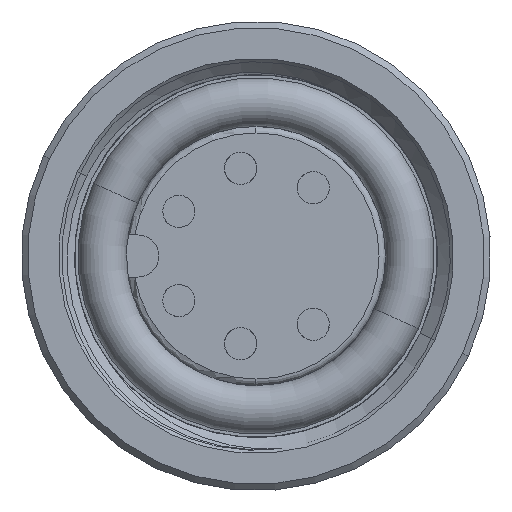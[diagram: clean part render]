
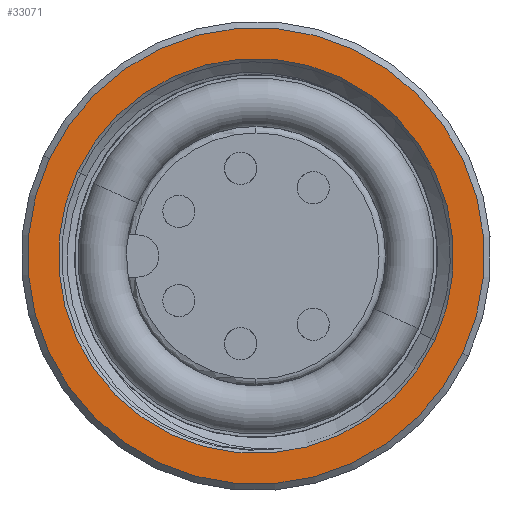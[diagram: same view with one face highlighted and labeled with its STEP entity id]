
A CAD part, left-side view. The second image highlights one B-rep face of the part: STEP entity #33071.
In plain terms, the highlighted face is planar.
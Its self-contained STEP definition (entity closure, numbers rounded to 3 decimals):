
#1004 = DIRECTION ( 'NONE',  ( -1., 0., 0. ) ) ;
#5132 = VERTEX_POINT ( 'NONE', #28256 ) ;
#5306 = AXIS2_PLACEMENT_3D ( 'NONE', #35740, #59340, #6372 ) ;
#6372 = DIRECTION ( 'NONE',  ( 0., 0., 1. ) ) ;
#9473 = CIRCLE ( 'NONE', #37927, 6.1 ) ;
#10623 = FACE_OUTER_BOUND ( 'NONE', #15473, .T. ) ;
#11590 = EDGE_CURVE ( 'NONE', #55300, #5132, #17351, .T. ) ;
#11669 = DIRECTION ( 'NONE',  ( -1., 0., 0. ) ) ;
#15473 = EDGE_LOOP ( 'NONE', ( #53034, #53362 ) ) ;
#16417 = CARTESIAN_POINT ( 'NONE',  ( 11., 7.25, 0. ) ) ;
#16837 = CARTESIAN_POINT ( 'NONE',  ( 11., 0., -6.1 ) ) ;
#17351 = CIRCLE ( 'NONE', #19796, 7.05 ) ;
#19077 = CARTESIAN_POINT ( 'NONE',  ( 11., 0., 7.05 ) ) ;
#19796 = AXIS2_PLACEMENT_3D ( 'NONE', #71146, #30195, #36360 ) ;
#22571 = CIRCLE ( 'NONE', #5306, 7.05 ) ;
#25880 = EDGE_CURVE ( 'NONE', #42179, #71708, #9473, .T. ) ;
#28015 = PLANE ( 'NONE',  #35522 ) ;
#28256 = CARTESIAN_POINT ( 'NONE',  ( 11., 0., -7.05 ) ) ;
#30195 = DIRECTION ( 'NONE',  ( 1., 0., 0. ) ) ;
#30759 = DIRECTION ( 'NONE',  ( 0., 0., 1. ) ) ;
#33071 = ADVANCED_FACE ( 'NONE', ( #10623, #75583 ), #28015, .F. ) ;
#33449 = ORIENTED_EDGE ( 'NONE', *, *, #25880, .T. ) ;
#35522 = AXIS2_PLACEMENT_3D ( 'NONE', #16417, #69395, #69775 ) ;
#35740 = CARTESIAN_POINT ( 'NONE',  ( 11., 0., 0. ) ) ;
#36360 = DIRECTION ( 'NONE',  ( 0., 0., 1. ) ) ;
#37927 = AXIS2_PLACEMENT_3D ( 'NONE', #40307, #11669, #41096 ) ;
#40307 = CARTESIAN_POINT ( 'NONE',  ( 11., 0., 0. ) ) ;
#41096 = DIRECTION ( 'NONE',  ( 0., 0., 1. ) ) ;
#41703 = ORIENTED_EDGE ( 'NONE', *, *, #65345, .T. ) ;
#42179 = VERTEX_POINT ( 'NONE', #75850 ) ;
#51654 = EDGE_CURVE ( 'NONE', #5132, #55300, #22571, .T. ) ;
#53034 = ORIENTED_EDGE ( 'NONE', *, *, #11590, .T. ) ;
#53362 = ORIENTED_EDGE ( 'NONE', *, *, #51654, .T. ) ;
#55300 = VERTEX_POINT ( 'NONE', #19077 ) ;
#59340 = DIRECTION ( 'NONE',  ( 1., 0., 0. ) ) ;
#64799 = AXIS2_PLACEMENT_3D ( 'NONE', #65954, #1004, #30759 ) ;
#65345 = EDGE_CURVE ( 'NONE', #71708, #42179, #69676, .T. ) ;
#65954 = CARTESIAN_POINT ( 'NONE',  ( 11., 0., 0. ) ) ;
#69395 = DIRECTION ( 'NONE',  ( -1., 0., 0. ) ) ;
#69676 = CIRCLE ( 'NONE', #64799, 6.1 ) ;
#69775 = DIRECTION ( 'NONE',  ( 0., 0., 1. ) ) ;
#71146 = CARTESIAN_POINT ( 'NONE',  ( 11., 0., 0. ) ) ;
#71708 = VERTEX_POINT ( 'NONE', #16837 ) ;
#75583 = FACE_BOUND ( 'NONE', #75798, .T. ) ;
#75798 = EDGE_LOOP ( 'NONE', ( #41703, #33449 ) ) ;
#75850 = CARTESIAN_POINT ( 'NONE',  ( 11., 0., 6.1 ) ) ;
